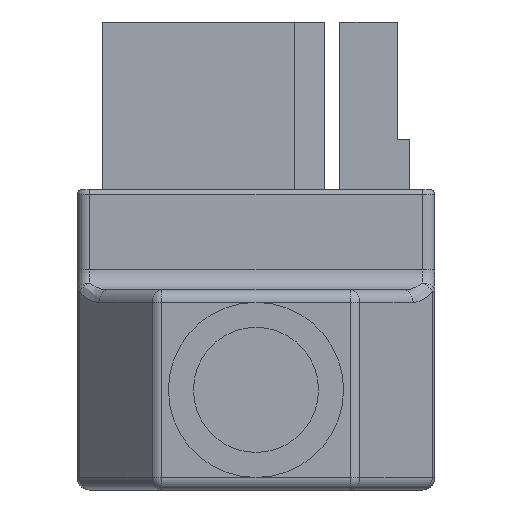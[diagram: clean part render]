
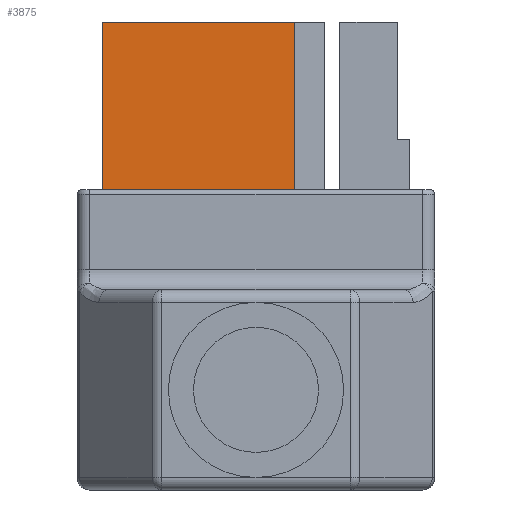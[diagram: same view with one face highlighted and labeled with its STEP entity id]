
A CAD part, front view. The second image highlights one B-rep face of the part: STEP entity #3875.
In plain terms, the highlighted planar face has unit normal (0, -1, 0).
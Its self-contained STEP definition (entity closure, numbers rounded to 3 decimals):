
#12 = VERTEX_POINT ( 'NONE', #3926 ) ;
#20 = AXIS2_PLACEMENT_3D ( 'NONE', #1167, #3185, #2867 ) ;
#105 = PLANE ( 'NONE',  #20 ) ;
#133 = EDGE_CURVE ( 'NONE', #250, #12, #2394, .T. ) ;
#250 = VERTEX_POINT ( 'NONE', #3206 ) ;
#458 = VECTOR ( 'NONE', #3607, 1000. ) ;
#487 = VERTEX_POINT ( 'NONE', #1578 ) ;
#601 = LINE ( 'NONE', #4004, #2508 ) ;
#801 = VECTOR ( 'NONE', #1392, 1000. ) ;
#929 = DIRECTION ( 'NONE',  ( 1., 0., 0. ) ) ;
#949 = ORIENTED_EDGE ( 'NONE', *, *, #133, .T. ) ;
#998 = CARTESIAN_POINT ( 'NONE',  ( -6.15, -1.9, 18.7 ) ) ;
#1167 = CARTESIAN_POINT ( 'NONE',  ( -6.15, -1.9, 18.7 ) ) ;
#1295 = DIRECTION ( 'NONE',  ( 1., 0., 0. ) ) ;
#1392 = DIRECTION ( 'NONE',  ( 0., 0., -1. ) ) ;
#1519 = FACE_OUTER_BOUND ( 'NONE', #3101, .T. ) ;
#1526 = VECTOR ( 'NONE', #929, 1000. ) ;
#1578 = CARTESIAN_POINT ( 'NONE',  ( 1.55, -1.9, 18.7 ) ) ;
#1579 = LINE ( 'NONE', #3956, #1526 ) ;
#1638 = LINE ( 'NONE', #2987, #458 ) ;
#2238 = EDGE_CURVE ( 'NONE', #250, #487, #601, .T. ) ;
#2379 = ORIENTED_EDGE ( 'NONE', *, *, #4078, .F. ) ;
#2394 = LINE ( 'NONE', #998, #801 ) ;
#2508 = VECTOR ( 'NONE', #1295, 1000. ) ;
#2741 = VERTEX_POINT ( 'NONE', #3462 ) ;
#2867 = DIRECTION ( 'NONE',  ( 0., 0., 1. ) ) ;
#2987 = CARTESIAN_POINT ( 'NONE',  ( 1.55, -1.9, 18.7 ) ) ;
#3064 = ORIENTED_EDGE ( 'NONE', *, *, #4317, .T. ) ;
#3101 = EDGE_LOOP ( 'NONE', ( #3064, #2379, #4377, #949 ) ) ;
#3185 = DIRECTION ( 'NONE',  ( 0., 1., 0. ) ) ;
#3206 = CARTESIAN_POINT ( 'NONE',  ( -6.15, -1.9, 18.7 ) ) ;
#3462 = CARTESIAN_POINT ( 'NONE',  ( 1.55, -1.9, 12. ) ) ;
#3607 = DIRECTION ( 'NONE',  ( 0., 0., -1. ) ) ;
#3875 = ADVANCED_FACE ( 'NONE', ( #1519 ), #105, .F. ) ;
#3926 = CARTESIAN_POINT ( 'NONE',  ( -6.15, -1.9, 12. ) ) ;
#3956 = CARTESIAN_POINT ( 'NONE',  ( -6.15, -1.9, 12. ) ) ;
#4004 = CARTESIAN_POINT ( 'NONE',  ( -6.15, -1.9, 18.7 ) ) ;
#4078 = EDGE_CURVE ( 'NONE', #487, #2741, #1638, .T. ) ;
#4317 = EDGE_CURVE ( 'NONE', #12, #2741, #1579, .T. ) ;
#4377 = ORIENTED_EDGE ( 'NONE', *, *, #2238, .F. ) ;
